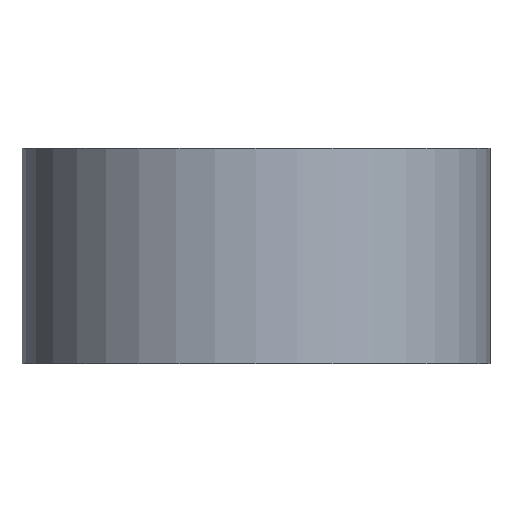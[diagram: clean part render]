
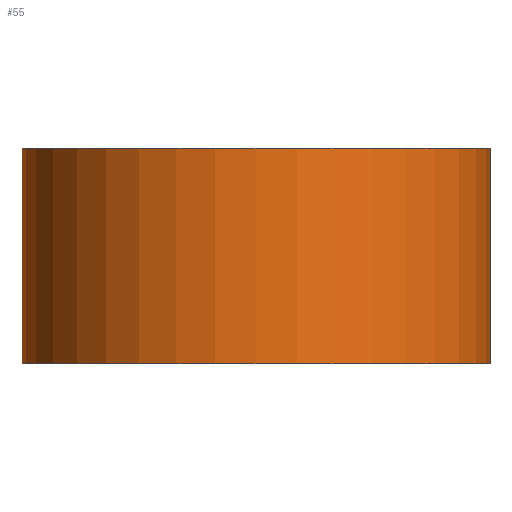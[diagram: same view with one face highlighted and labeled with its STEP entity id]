
A CAD part, front view. The second image highlights one B-rep face of the part: STEP entity #55.
In plain terms, the highlighted cylindrical face has radius 191.729 mm (diameter 383.459 mm), a full revolution.
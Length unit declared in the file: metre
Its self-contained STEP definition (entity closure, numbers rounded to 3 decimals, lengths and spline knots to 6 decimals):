
#13=CYLINDRICAL_SURFACE('',#76,0.191729);
#20=ORIENTED_EDGE('',*,*,#25,.T.);
#21=ORIENTED_EDGE('',*,*,#23,.F.);
#23=EDGE_CURVE('',#27,#27,#31,.T.);
#25=EDGE_CURVE('',#29,#29,#33,.T.);
#27=VERTEX_POINT('',#100);
#29=VERTEX_POINT('',#106);
#31=CIRCLE('',#71,0.191729);
#33=CIRCLE('',#75,0.191729);
#40=EDGE_LOOP('',(#20));
#41=EDGE_LOOP('',(#21));
#48=FACE_BOUND('',#40,.T.);
#49=FACE_BOUND('',#41,.T.);
#55=ADVANCED_FACE('',(#48,#49),#13,.T.);
#71=AXIS2_PLACEMENT_3D('',#99,#83,#84);
#75=AXIS2_PLACEMENT_3D('',#105,#91,#92);
#76=AXIS2_PLACEMENT_3D('',#107,#93,#94);
#83=DIRECTION('',(0.,0.,-1.));
#84=DIRECTION('',(-1.,0.,0.));
#91=DIRECTION('',(0.,0.,-1.));
#92=DIRECTION('',(-1.,0.,0.));
#93=DIRECTION('',(0.,0.,-1.));
#94=DIRECTION('',(-1.,0.,0.));
#99=CARTESIAN_POINT('',(0.,0.,0.708332));
#100=CARTESIAN_POINT('',(-0.191729,0.,0.708332));
#105=CARTESIAN_POINT('',(0.,0.,0.885237));
#106=CARTESIAN_POINT('',(-0.191729,0.,0.885237));
#107=CARTESIAN_POINT('',(0.,0.,0.126411));
